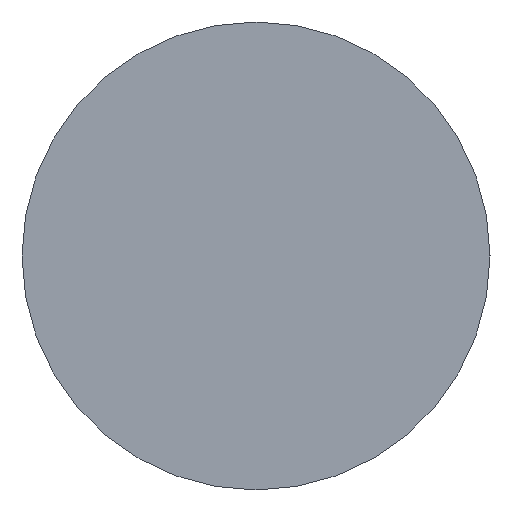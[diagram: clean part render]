
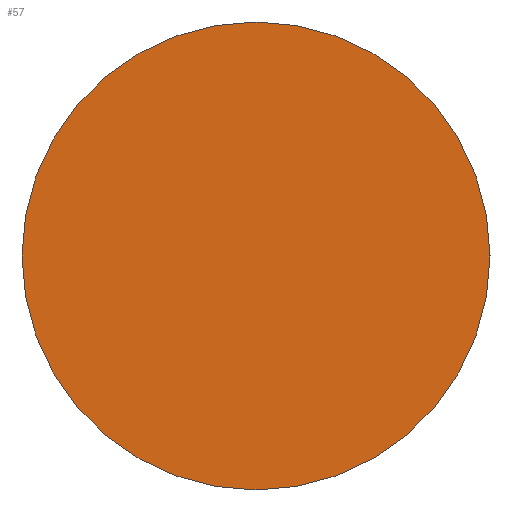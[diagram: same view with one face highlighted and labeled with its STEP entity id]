
A CAD part, front view. The second image highlights one B-rep face of the part: STEP entity #57.
In plain terms, the highlighted planar face has unit normal (0, -1, 0).
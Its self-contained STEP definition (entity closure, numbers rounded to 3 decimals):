
#57=ADVANCED_FACE('',(#92),#94,.T.);
#92=FACE_BOUND('',#93,.T.);
#93=EDGE_LOOP('',(#106));
#94=PLANE('',#95);
#95=AXIS2_PLACEMENT_3D('',#96,#97,#98);
#96=CARTESIAN_POINT('',(0.,-2.,0.));
#97=DIRECTION('',(0.,-1.,0.));
#98=DIRECTION('',(-1.,0.,0.));
#106=ORIENTED_EDGE('',*,*,#110,.F.);
#110=EDGE_CURVE('',#117,#117,#118,.T.);
#117=VERTEX_POINT('',#134);
#118=CIRCLE('',#135,2.);
#134=CARTESIAN_POINT('',(-2.,-2.,0.));
#135=AXIS2_PLACEMENT_3D('',#136,#137,#138);
#136=CARTESIAN_POINT('',(0.,-2.,0.));
#137=DIRECTION('',(0.,1.,0.));
#138=DIRECTION('',(-1.,0.,0.));
